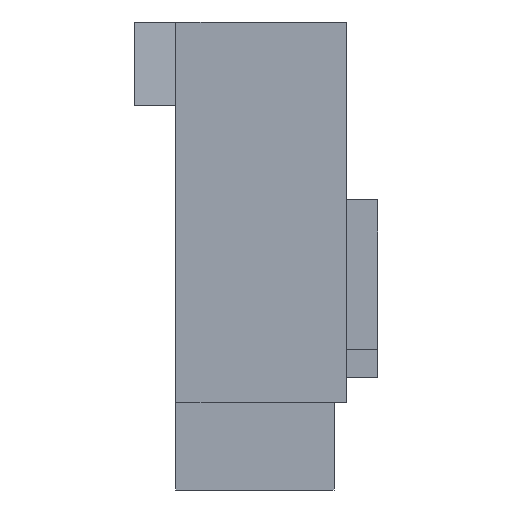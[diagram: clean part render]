
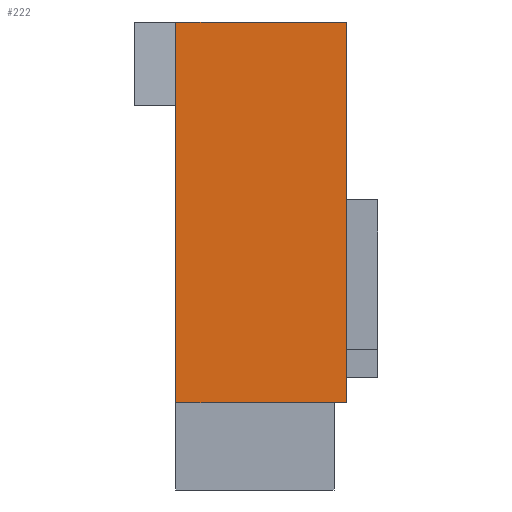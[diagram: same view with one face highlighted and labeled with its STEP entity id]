
A CAD part, left-side view. The second image highlights one B-rep face of the part: STEP entity #222.
In plain terms, the highlighted planar face has unit normal (-1, 0, 0).
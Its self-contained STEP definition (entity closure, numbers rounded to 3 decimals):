
#222 = ADVANCED_FACE( '', ( #532 ), #533, .T. );
#532 = FACE_OUTER_BOUND( '', #842, .T. );
#533 = PLANE( '', #843 );
#842 = EDGE_LOOP( '', ( #2041, #2042, #2043, #2044 ) );
#843 = AXIS2_PLACEMENT_3D( '', #2045, #2046, #2047 );
#2041 = ORIENTED_EDGE( '', *, *, #2389, .T. );
#2042 = ORIENTED_EDGE( '', *, *, #2424, .F. );
#2043 = ORIENTED_EDGE( '', *, *, #2330, .F. );
#2044 = ORIENTED_EDGE( '', *, *, #2427, .T. );
#2045 = CARTESIAN_POINT( '', ( -22.5, 0., 0. ) );
#2046 = DIRECTION( '', ( -1., 0., 0. ) );
#2047 = DIRECTION( '', ( 0., 0., -1. ) );
#2330 = EDGE_CURVE( '', #2899, #2901, #2902, .T. );
#2389 = EDGE_CURVE( '', #2999, #2996, #3000, .T. );
#2424 = EDGE_CURVE( '', #2901, #2996, #3052, .T. );
#2427 = EDGE_CURVE( '', #2899, #2999, #3055, .T. );
#2899 = VERTEX_POINT( '', #3776 );
#2901 = VERTEX_POINT( '', #3779 );
#2902 = LINE( '', #3780, #3781 );
#2996 = VERTEX_POINT( '', #3932 );
#2999 = VERTEX_POINT( '', #3936 );
#3000 = LINE( '', #3937, #3938 );
#3052 = LINE( '', #4024, #4025 );
#3055 = LINE( '', #4030, #4031 );
#3776 = CARTESIAN_POINT( '', ( -22.5, 0., 0. ) );
#3779 = CARTESIAN_POINT( '', ( -22.5, 0., 18.3 ) );
#3780 = CARTESIAN_POINT( '', ( -22.5, 0., 0. ) );
#3781 = VECTOR( '', #4378, 1. );
#3932 = CARTESIAN_POINT( '', ( -22.5, -8.2, 18.3 ) );
#3936 = CARTESIAN_POINT( '', ( -22.5, -8.2, 0. ) );
#3937 = CARTESIAN_POINT( '', ( -22.5, -8.2, 0. ) );
#3938 = VECTOR( '', #4437, 1. );
#4024 = CARTESIAN_POINT( '', ( -22.5, 0., 18.3 ) );
#4025 = VECTOR( '', #4472, 1. );
#4030 = CARTESIAN_POINT( '', ( -22.5, 0., 0. ) );
#4031 = VECTOR( '', #4475, 1. );
#4378 = DIRECTION( '', ( 0., 0., 1. ) );
#4437 = DIRECTION( '', ( 0., 0., 1. ) );
#4472 = DIRECTION( '', ( 0., -1., 0. ) );
#4475 = DIRECTION( '', ( 0., -1., 0. ) );
